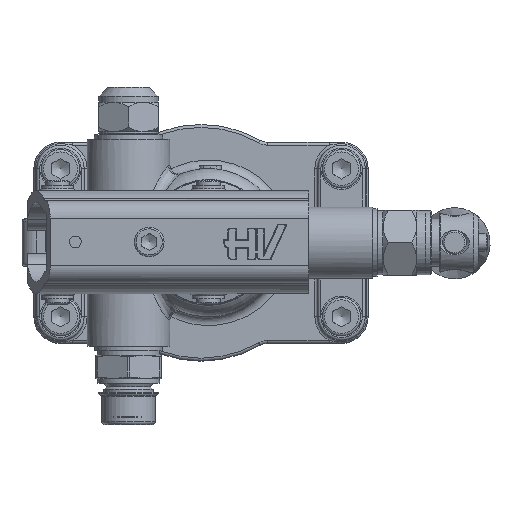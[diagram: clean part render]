
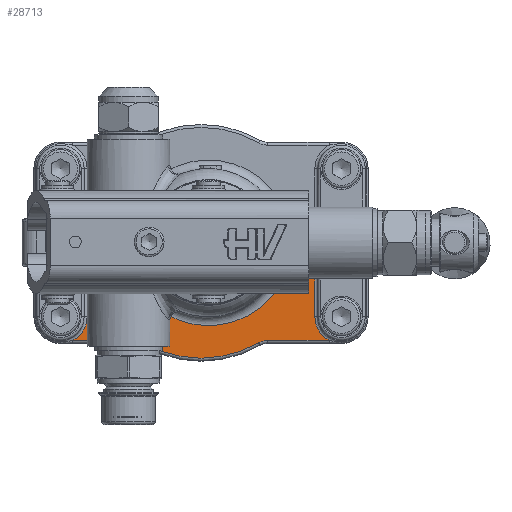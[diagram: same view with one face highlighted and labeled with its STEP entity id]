
A CAD part, top view. The second image highlights one B-rep face of the part: STEP entity #28713.
In plain terms, the highlighted planar face has unit normal (0, 0, 1).
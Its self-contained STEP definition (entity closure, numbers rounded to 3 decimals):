
#27981=CARTESIAN_POINT('',(23.,23.,6.));
#27982=VERTEX_POINT('',#27981);
#28007=CARTESIAN_POINT('',(23.,17.,6.));
#28008=VERTEX_POINT('',#28007);
#28009=CARTESIAN_POINT('',(23.,23.,6.));
#28010=DIRECTION('',(0.0,-1.0,0.0));
#28011=VECTOR('',#28010,6.);
#28012=LINE('',#28009,#28011);
#28013=EDGE_CURVE('',#27982,#28008,#28012,.T.);
#28045=CARTESIAN_POINT('',(84.957,23.5,6.));
#28046=VERTEX_POINT('',#28045);
#28054=CARTESIAN_POINT('',(95.,23.5,6.));
#28055=VERTEX_POINT('',#28054);
#28056=CARTESIAN_POINT('',(84.957,23.5,6.));
#28057=DIRECTION('',(1.0,0.0,0.0));
#28058=VECTOR('',#28057,10.043);
#28059=LINE('',#28056,#28058);
#28060=EDGE_CURVE('',#28046,#28055,#28059,.T.);
#28078=CARTESIAN_POINT('',(40.187,13.262,6.));
#28079=VERTEX_POINT('',#28078);
#28080=CARTESIAN_POINT('',(32.,17.,6.));
#28081=DIRECTION('',(0.0,0.0,1.0));
#28082=DIRECTION('',(-0.91,0.415,0.0));
#28083=AXIS2_PLACEMENT_3D('',#28080,#28081,#28082);
#28084=CIRCLE('',#28083,9.0);
#28085=EDGE_CURVE('',#28008,#28079,#28084,.T.);
#28138=CARTESIAN_POINT('',(59.,34.0,6.));
#28139=DIRECTION('',(0.0,0.0,1.0));
#28140=DIRECTION('',(0.231,0.973,0.0));
#28141=AXIS2_PLACEMENT_3D('',#28138,#28139,#28140);
#28142=CIRCLE('',#28141,28.);
#28143=EDGE_CURVE('',#28079,#28046,#28142,.T.);
#28379=CARTESIAN_POINT('',(18.,23.,6.));
#28380=VERTEX_POINT('',#28379);
#28388=CARTESIAN_POINT('',(18.,23.,6.));
#28389=DIRECTION('',(1.0,0.0,0.0));
#28390=VECTOR('',#28389,5.);
#28391=LINE('',#28388,#28390);
#28392=EDGE_CURVE('',#28380,#27982,#28391,.T.);
#28587=CARTESIAN_POINT('',(18.,9.,6.));
#28588=VERTEX_POINT('',#28587);
#28596=CARTESIAN_POINT('',(18.0,9.0,6.));
#28597=DIRECTION('',(0.0,1.0,0.0));
#28598=VECTOR('',#28597,14.);
#28599=LINE('',#28596,#28598);
#28600=EDGE_CURVE('',#28588,#28380,#28599,.T.);
#28610=CARTESIAN_POINT('',(13.123,1.,6.));
#28611=VERTEX_POINT('',#28610);
#28621=CARTESIAN_POINT('',(9.,9.0,6.));
#28622=DIRECTION('',(0.0,0.0,1.0));
#28623=DIRECTION('',(0.0,-1.0,0.0));
#28624=AXIS2_PLACEMENT_3D('',#28621,#28622,#28623);
#28625=CIRCLE('',#28624,9.0);
#28626=EDGE_CURVE('',#28611,#28588,#28625,.T.);
#28641=CARTESIAN_POINT('',(56.5,34.,6.));
#28642=DIRECTION('',(0.0,0.0,1.0));
#28643=DIRECTION('',(1.0,0.0,0.0));
#28644=AXIS2_PLACEMENT_3D('',#28641,#28642,#28643);
#28645=PLANE('',#28644);
#28646=CARTESIAN_POINT('',(99.877,1.,6.));
#28647=VERTEX_POINT('',#28646);
#28648=CARTESIAN_POINT('',(78.95,1.0,6.));
#28649=VERTEX_POINT('',#28648);
#28650=CARTESIAN_POINT('',(99.877,1.,6.));
#28651=DIRECTION('',(-1.0,0.0,0.0));
#28652=VECTOR('',#28651,20.927);
#28653=LINE('',#28650,#28652);
#28654=EDGE_CURVE('',#28647,#28649,#28653,.T.);
#28655=ORIENTED_EDGE('',*,*,#28654,.F.);
#28656=CARTESIAN_POINT('',(95.0,9.0,6.));
#28657=VERTEX_POINT('',#28656);
#28658=CARTESIAN_POINT('',(104.0,9.,6.));
#28659=DIRECTION('',(0.0,0.0,1.0));
#28660=DIRECTION('',(0.0,-1.0,0.0));
#28661=AXIS2_PLACEMENT_3D('',#28658,#28659,#28660);
#28662=CIRCLE('',#28661,9.0);
#28663=EDGE_CURVE('',#28657,#28647,#28662,.T.);
#28664=ORIENTED_EDGE('',*,*,#28663,.F.);
#28665=CARTESIAN_POINT('',(95.,23.5,6.));
#28666=DIRECTION('',(0.0,-1.0,0.0));
#28667=VECTOR('',#28666,14.5);
#28668=LINE('',#28665,#28667);
#28669=EDGE_CURVE('',#28055,#28657,#28668,.T.);
#28670=ORIENTED_EDGE('',*,*,#28669,.F.);
#28671=ORIENTED_EDGE('',*,*,#28060,.F.);
#28672=ORIENTED_EDGE('',*,*,#28143,.F.);
#28673=ORIENTED_EDGE('',*,*,#28085,.F.);
#28674=ORIENTED_EDGE('',*,*,#28013,.F.);
#28675=ORIENTED_EDGE('',*,*,#28392,.F.);
#28676=ORIENTED_EDGE('',*,*,#28600,.F.);
#28677=ORIENTED_EDGE('',*,*,#28626,.F.);
#28678=CARTESIAN_POINT('',(34.05,1.,6.));
#28679=VERTEX_POINT('',#28678);
#28680=CARTESIAN_POINT('',(34.05,1.,6.));
#28681=DIRECTION('',(-1.0,0.0,0.0));
#28682=VECTOR('',#28681,20.927);
#28683=LINE('',#28680,#28682);
#28684=EDGE_CURVE('',#28679,#28611,#28683,.T.);
#28685=ORIENTED_EDGE('',*,*,#28684,.F.);
#28686=CARTESIAN_POINT('',(37.043,0.2,6.));
#28687=VERTEX_POINT('',#28686);
#28688=CARTESIAN_POINT('',(34.05,-5.0,6.));
#28689=DIRECTION('',(0.0,0.0,1.0));
#28690=DIRECTION('',(0.258,0.966,0.0));
#28691=AXIS2_PLACEMENT_3D('',#28688,#28689,#28690);
#28692=CIRCLE('',#28691,6.0);
#28693=EDGE_CURVE('',#28687,#28679,#28692,.T.);
#28694=ORIENTED_EDGE('',*,*,#28693,.F.);
#28695=CARTESIAN_POINT('',(75.957,0.2,6.));
#28696=VERTEX_POINT('',#28695);
#28697=CARTESIAN_POINT('',(56.5,34.0,6.));
#28698=DIRECTION('',(0.0,0.0,-1.0));
#28699=DIRECTION('',(0.0,-1.0,0.0));
#28700=AXIS2_PLACEMENT_3D('',#28697,#28698,#28699);
#28701=CIRCLE('',#28700,39.0);
#28702=EDGE_CURVE('',#28696,#28687,#28701,.T.);
#28703=ORIENTED_EDGE('',*,*,#28702,.F.);
#28704=CARTESIAN_POINT('',(78.95,-5.0,6.));
#28705=DIRECTION('',(0.0,0.0,1.0));
#28706=DIRECTION('',(-0.258,0.966,0.0));
#28707=AXIS2_PLACEMENT_3D('',#28704,#28705,#28706);
#28708=CIRCLE('',#28707,6.);
#28709=EDGE_CURVE('',#28649,#28696,#28708,.T.);
#28710=ORIENTED_EDGE('',*,*,#28709,.F.);
#28711=EDGE_LOOP('',(#28655,#28664,#28670,#28671,#28672,#28673,#28674,#28675,#28676,#28677,#28685,#28694,#28703,#28710));
#28712=FACE_OUTER_BOUND('',#28711,.T.);
#28713=ADVANCED_FACE('',(#28712),#28645,.T.);
